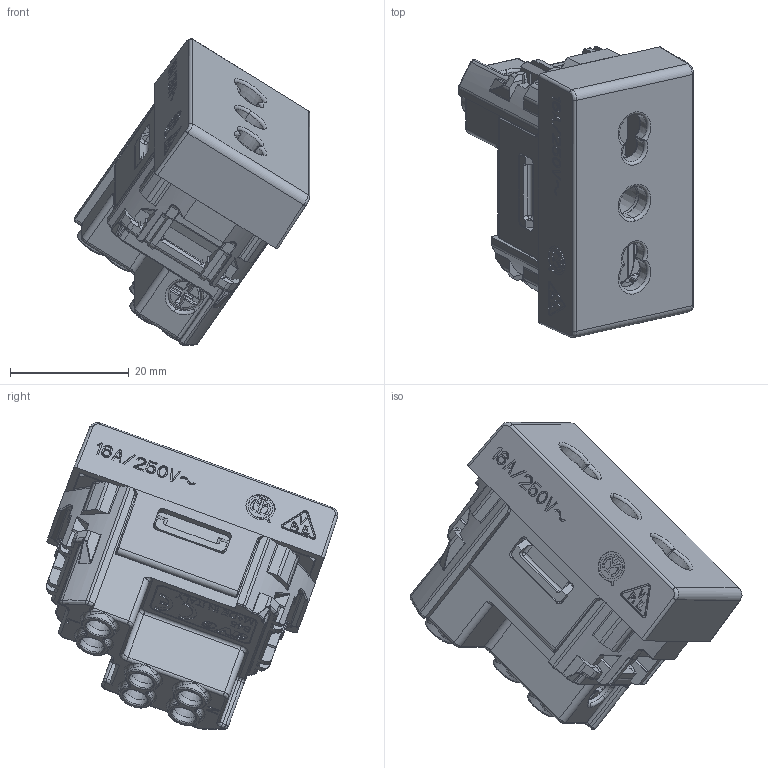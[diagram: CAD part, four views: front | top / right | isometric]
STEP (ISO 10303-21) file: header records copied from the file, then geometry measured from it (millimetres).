
FILE_DESCRIPTION(('CATIA V5 STEP Exchange'),'2;1');
FILE_NAME('45B06_15TS.stp','2024-04-18T13:53:28+00:00',('none'),('none'),'CATIA Version 5-6 Release 2016 SP6','CATIA V5 STEP AP203','none');
FILE_SCHEMA(('CONFIG_CONTROL_DESIGN'));
Products named in the file (1): STEP
Assembly tree (8 placements, depth 2):
  STEP
    #57
    #75512  x3
    #77451
    #80577
    #97703
    #108357
Bounding box: 39.63 x 49.14 x 51.75 mm (x, y, z)
Volume: 11617.1 mm3; surface area: 21179.7 mm2
Topology: 8 solids, 8 shells, 3862 faces, 10075 edges, 6011 vertices
Faces by surface type: plane 1603, cylinder 1148, bspline 737, sphere 153, cone 111, torus 83, extrusion 27
Entity records: 144828 total; most frequent: CARTESIAN_POINT 66092, ORIENTED_EDGE 18932, DIRECTION 11361, EDGE_CURVE 9466, VERTEX_POINT 5807, VECTOR 4726, LINE 4699, AXIS2_PLACEMENT_3D 4147
